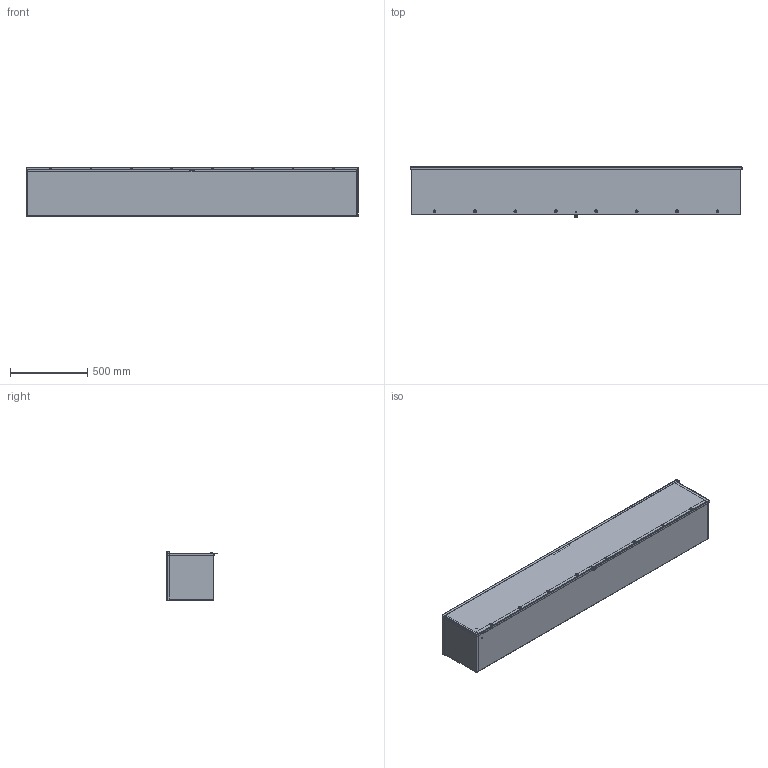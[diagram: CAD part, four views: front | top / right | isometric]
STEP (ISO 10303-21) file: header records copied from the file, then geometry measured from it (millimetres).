
FILE_DESCRIPTION (( 'STEP AP203' ), '1' );
FILE_NAME ('C3RWT1284_Default.step', '2019-11-13T14:02:33', ( '' ), ( '' ), 'SwSTEP 2.0', 'SolidWorks 2019', '' );
FILE_SCHEMA (( 'CONFIG_CONTROL_DESIGN' ));
Length unit declared in the file: inch
Products named in the file (1): C3RWT1284_Default
Bounding box: 2155.82 x 326.92 x 319.89 mm (x, y, z)
Volume: 5505196.6 mm3; surface area: 6065662.9 mm2
Topology: 38 solids, 38 shells, 1446 faces, 3642 edges, 2322 vertices
Faces by surface type: plane 783, cylinder 463, cone 100, bspline 84, torus 16
Entity records: 48041 total; most frequent: CARTESIAN_POINT 13043, DIRECTION 7316, ORIENTED_EDGE 7276, EDGE_CURVE 3638, AXIS2_PLACEMENT_3D 2623, VERTEX_POINT 2322, LINE 2070, VECTOR 2070
